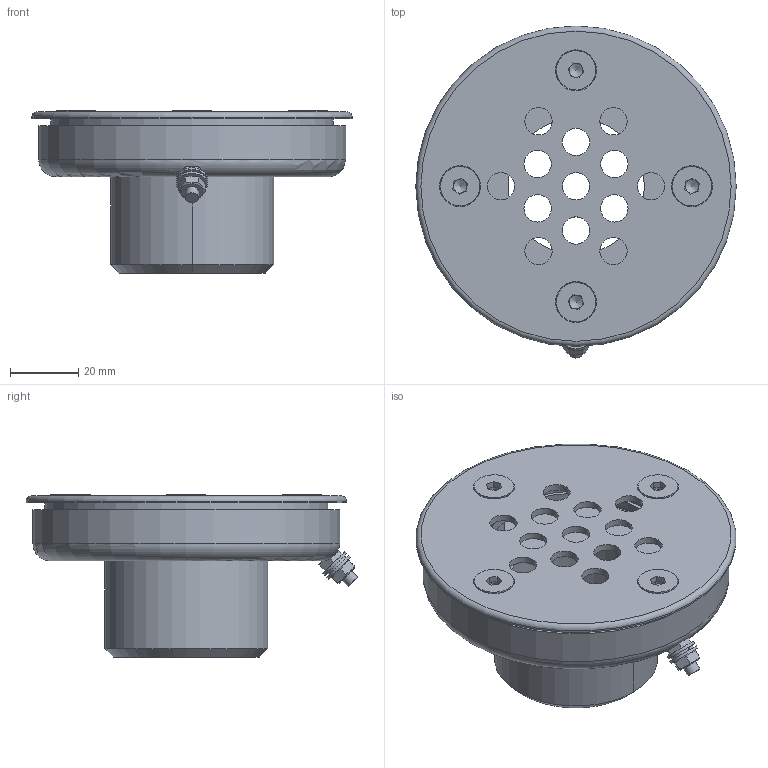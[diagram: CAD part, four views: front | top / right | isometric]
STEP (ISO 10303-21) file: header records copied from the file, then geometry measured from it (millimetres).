
FILE_DESCRIPTION (( 'STEP AP203' ), '1' );
FILE_NAME ('ÔÏ.091.1.000.00.000 - Ôîðñóíêà Í-200.STEP', '2024-03-18T12:51:21', ( '' ), ( '' ), 'SwSTEP 2.0', 'SolidWorks 2022', '' );
FILE_SCHEMA (( 'CONFIG_CONTROL_DESIGN' ));
Length unit declared in the file: millimetre
Products named in the file (1): ФП.091.1.000.00.000 - Форсунка Н-200
Bounding box: 94 x 97.35 x 47.55 mm (x, y, z)
Volume: 67189.1 mm3; surface area: 46797.3 mm2
Topology: 2 solids, 6 shells, 179 faces, 417 edges, 264 vertices
Faces by surface type: plane 95, cylinder 51, cone 26, torus 7
Full cylindrical faces by diameter (mm): 4 x2, 4.02 x4, 4.3 x2, 6 x8, 7 x4, 8 x13, 9 x2, 11.57 x4, 40 x1, 53 x1, 55 x1, 82 x1, 83 x1, 90 x1, 94 x1
Entity records: 4702 total; most frequent: CARTESIAN_POINT 887, DIRECTION 797, ORIENTED_EDGE 624, AXIS2_PLACEMENT_3D 334, EDGE_LOOP 314, EDGE_CURVE 312, VERTEX_POINT 234, FACE_OUTER_BOUND 232
